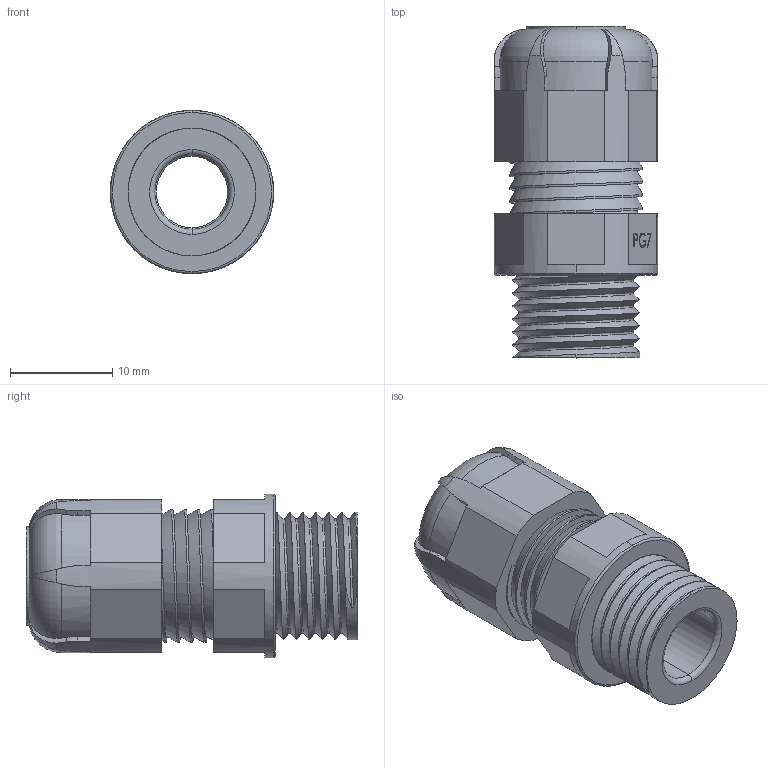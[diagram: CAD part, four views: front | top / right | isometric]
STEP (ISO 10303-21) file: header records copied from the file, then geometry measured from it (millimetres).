
FILE_DESCRIPTION (( 'STEP AP203' ), '1' );
FILE_NAME ('4907.STEP', '2024-10-07T08:37:07', ( '' ), ( '' ), 'SwSTEP 2.0', 'SolidWorks 2022', '' );
FILE_SCHEMA (( 'CONFIG_CONTROL_DESIGN' ));
Length unit declared in the file: millimetre
Products named in the file (1): 4907
Bounding box: 16 x 32.5 x 16 mm (x, y, z)
Volume: 3558.7 mm3; surface area: 2953.3 mm2
Topology: 2 solids, 2 shells, 294 faces, 788 edges, 514 vertices
Faces by surface type: plane 108, bspline 104, cylinder 61, torus 19, cone 2
Entity records: 18206 total; most frequent: CARTESIAN_POINT 11778, ORIENTED_EDGE 1556, DIRECTION 940, EDGE_CURVE 778, VERTEX_POINT 506, VECTOR 340, LINE 340, EDGE_LOOP 306
